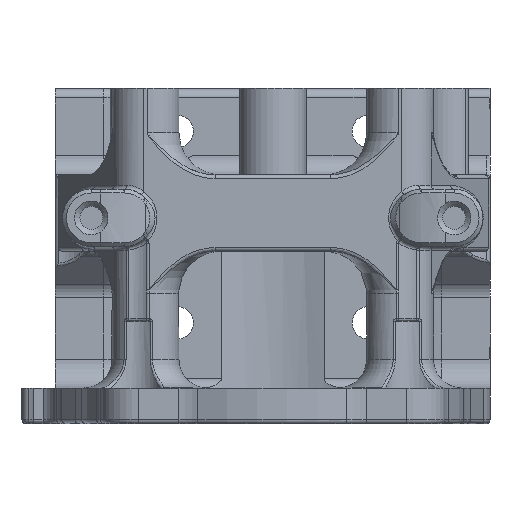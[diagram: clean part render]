
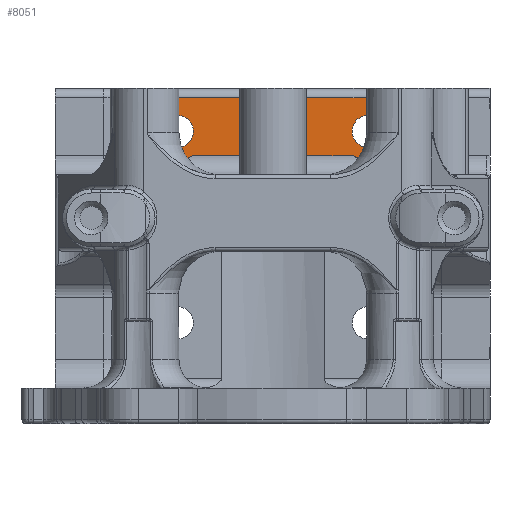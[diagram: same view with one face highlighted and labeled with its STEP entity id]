
A CAD part, front view. The second image highlights one B-rep face of the part: STEP entity #8051.
In plain terms, the highlighted planar face has unit normal (0, -1, 0).
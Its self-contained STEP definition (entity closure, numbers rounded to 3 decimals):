
#113=FACE_BOUND('',#2309,.T.);
#114=FACE_BOUND('',#2310,.T.);
#216=PLANE('',#8971);
#379=LINE('',#11377,#851);
#380=LINE('',#11390,#852);
#382=LINE('',#11419,#854);
#384=LINE('',#11425,#856);
#386=LINE('',#11468,#858);
#823=LINE('',#17879,#1295);
#845=LINE('',#18008,#1317);
#846=LINE('',#18010,#1318);
#851=VECTOR('',#9022,10.);
#852=VECTOR('',#9023,10.);
#854=VECTOR('',#9025,10.);
#856=VECTOR('',#9031,10.);
#858=VECTOR('',#9045,10.);
#1295=VECTOR('',#11128,10.);
#1317=VECTOR('',#11240,10.);
#1318=VECTOR('',#11243,10.);
#1775=FACE_OUTER_BOUND('',#2308,.T.);
#2308=EDGE_LOOP('',(#7264,#7265,#7266,#7267,#7268,#7269,#7270,#7271,#7272,
#7273,#7274,#7275));
#2309=EDGE_LOOP('',(#7276));
#2310=EDGE_LOOP('',(#7277));
#2342=CIRCLE('',#8091,3.);
#2343=CIRCLE('',#8093,3.);
#2345=CIRCLE('',#8098,3.);
#2346=CIRCLE('',#8100,3.);
#2790=CIRCLE('',#8896,1.7);
#2817=CIRCLE('',#8959,1.7);
#3057=VERTEX_POINT('',#11327);
#3059=VERTEX_POINT('',#11351);
#3060=VERTEX_POINT('',#11362);
#3061=VERTEX_POINT('',#11363);
#3062=VERTEX_POINT('',#11376);
#3063=VERTEX_POINT('',#11378);
#3064=VERTEX_POINT('',#11389);
#3067=VERTEX_POINT('',#11406);
#3069=VERTEX_POINT('',#11423);
#3071=VERTEX_POINT('',#11428);
#3073=VERTEX_POINT('',#11452);
#3758=VERTEX_POINT('',#17733);
#3762=VERTEX_POINT('',#17751);
#3779=VERTEX_POINT('',#17989);
#3790=EDGE_CURVE('',#3059,#3057,#2342,.T.);
#3792=EDGE_CURVE('',#3060,#3061,#2343,.T.);
#3793=EDGE_CURVE('',#3061,#3062,#379,.T.);
#3795=EDGE_CURVE('',#3063,#3064,#380,.T.);
#3799=EDGE_CURVE('',#3067,#3060,#382,.T.);
#3802=EDGE_CURVE('',#3059,#3069,#384,.T.);
#3806=EDGE_CURVE('',#3073,#3071,#2345,.T.);
#3807=EDGE_CURVE('',#3062,#3063,#2346,.T.);
#3810=EDGE_CURVE('',#3073,#3064,#386,.T.);
#4906=EDGE_CURVE('',#3758,#3758,#2790,.T.);
#4926=EDGE_CURVE('',#3071,#3762,#823,.T.);
#4957=EDGE_CURVE('',#3779,#3779,#2817,.F.);
#4967=EDGE_CURVE('',#3057,#3067,#845,.T.);
#4968=EDGE_CURVE('',#3762,#3069,#846,.T.);
#7264=ORIENTED_EDGE('',*,*,#3790,.F.);
#7265=ORIENTED_EDGE('',*,*,#3802,.T.);
#7266=ORIENTED_EDGE('',*,*,#4968,.F.);
#7267=ORIENTED_EDGE('',*,*,#4926,.F.);
#7268=ORIENTED_EDGE('',*,*,#3806,.F.);
#7269=ORIENTED_EDGE('',*,*,#3810,.T.);
#7270=ORIENTED_EDGE('',*,*,#3795,.F.);
#7271=ORIENTED_EDGE('',*,*,#3807,.F.);
#7272=ORIENTED_EDGE('',*,*,#3793,.F.);
#7273=ORIENTED_EDGE('',*,*,#3792,.F.);
#7274=ORIENTED_EDGE('',*,*,#3799,.F.);
#7275=ORIENTED_EDGE('',*,*,#4967,.F.);
#7276=ORIENTED_EDGE('',*,*,#4906,.T.);
#7277=ORIENTED_EDGE('',*,*,#4957,.F.);
#8051=ADVANCED_FACE('',(#1775,#113,#114),#216,.T.);
#8091=AXIS2_PLACEMENT_3D('',#11360,#9014,#9015);
#8093=AXIS2_PLACEMENT_3D('',#11374,#9018,#9019);
#8098=AXIS2_PLACEMENT_3D('',#11461,#9034,#9035);
#8100=AXIS2_PLACEMENT_3D('',#11463,#9038,#9039);
#8896=AXIS2_PLACEMENT_3D('',#17735,#11065,#11066);
#8959=AXIS2_PLACEMENT_3D('',#17990,#11212,#11213);
#8971=AXIS2_PLACEMENT_3D('',#18009,#11241,#11242);
#9014=DIRECTION('center_axis',(0.,1.,0.));
#9015=DIRECTION('ref_axis',(1.,0.,0.));
#9018=DIRECTION('center_axis',(0.,1.,0.));
#9019=DIRECTION('ref_axis',(1.,0.,0.));
#9022=DIRECTION('',(-1.,0.,0.));
#9023=DIRECTION('',(-1.,0.,0.));
#9025=DIRECTION('',(-1.,0.,0.));
#9031=DIRECTION('',(0.,0.,1.));
#9034=DIRECTION('center_axis',(0.,1.,0.));
#9035=DIRECTION('ref_axis',(1.,0.,0.));
#9038=DIRECTION('center_axis',(0.,1.,0.));
#9039=DIRECTION('ref_axis',(1.,0.,0.));
#9045=DIRECTION('',(0.,0.,-1.));
#11065=DIRECTION('center_axis',(0.,1.,0.));
#11066=DIRECTION('ref_axis',(1.,0.,0.));
#11128=DIRECTION('',(0.,0.,1.));
#11212=DIRECTION('center_axis',(0.,1.,0.));
#11213=DIRECTION('ref_axis',(-1.,0.,0.));
#11240=DIRECTION('',(0.,0.,-1.));
#11241=DIRECTION('center_axis',(0.,-1.,0.));
#11242=DIRECTION('ref_axis',(1.,0.,0.));
#11243=DIRECTION('',(1.,0.,0.));
#11327=CARTESIAN_POINT('',(56.544,125.672,81.207));
#11351=CARTESIAN_POINT('',(56.544,125.672,86.096));
#11360=CARTESIAN_POINT('Origin',(54.805,125.672,83.651));
#11362=CARTESIAN_POINT('',(56.41,125.672,81.117));
#11363=CARTESIAN_POINT('',(53.199,125.672,81.117));
#11374=CARTESIAN_POINT('Origin',(54.805,125.672,83.651));
#11376=CARTESIAN_POINT('',(36.41,125.672,81.117));
#11377=CARTESIAN_POINT('',(52.602,125.672,81.117));
#11378=CARTESIAN_POINT('',(33.199,125.672,81.117));
#11389=CARTESIAN_POINT('',(33.066,125.672,81.117));
#11390=CARTESIAN_POINT('',(52.602,125.672,81.117));
#11406=CARTESIAN_POINT('',(56.544,125.672,81.117));
#11419=CARTESIAN_POINT('',(52.602,125.672,81.117));
#11423=CARTESIAN_POINT('',(56.544,125.672,87.151));
#11425=CARTESIAN_POINT('',(56.544,125.672,87.151));
#11428=CARTESIAN_POINT('',(33.066,125.672,86.096));
#11452=CARTESIAN_POINT('',(33.066,125.672,81.207));
#11461=CARTESIAN_POINT('Origin',(34.805,125.672,83.651));
#11463=CARTESIAN_POINT('Origin',(34.805,125.672,83.651));
#11468=CARTESIAN_POINT('',(33.066,125.672,60.151));
#17733=CARTESIAN_POINT('',(33.105,125.672,83.651));
#17735=CARTESIAN_POINT('Origin',(34.805,125.672,83.651));
#17751=CARTESIAN_POINT('',(33.066,125.672,87.151));
#17879=CARTESIAN_POINT('',(33.066,125.672,87.151));
#17989=CARTESIAN_POINT('',(56.505,125.672,83.651));
#17990=CARTESIAN_POINT('Origin',(54.805,125.672,83.651));
#18008=CARTESIAN_POINT('',(56.544,125.672,60.151));
#18009=CARTESIAN_POINT('Origin',(44.805,125.672,73.651));
#18010=CARTESIAN_POINT('',(56.155,125.672,87.151));
